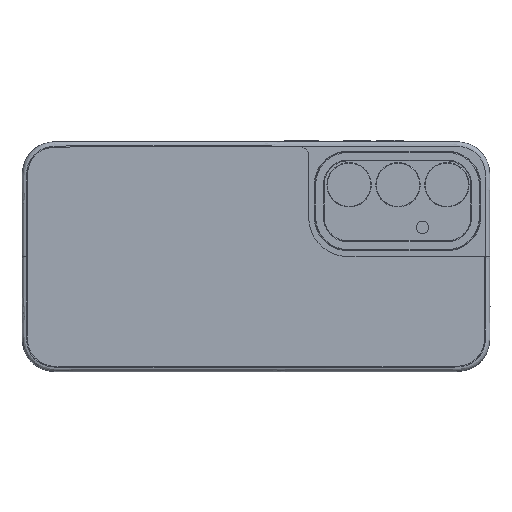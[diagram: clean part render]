
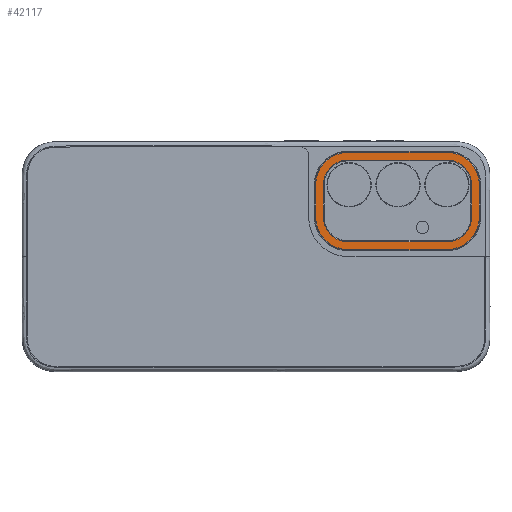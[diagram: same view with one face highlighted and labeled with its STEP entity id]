
A CAD part, top view. The second image highlights one B-rep face of the part: STEP entity #42117.
In plain terms, the highlighted planar face has unit normal (0, 0, 1).
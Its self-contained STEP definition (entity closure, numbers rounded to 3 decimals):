
#40262=CARTESIAN_POINT('',(22.199,-91.83,
1.3));
#40263=DIRECTION('',(0.,0.,1.));
#40264=DIRECTION('',(-1.,0.,0.));
#40265=AXIS2_PLACEMENT_3D('',#40262,#40263,#40264);
#40294=DIRECTION('',(0.,-1.,0.));
#40295=VECTOR('',#40294,34.41);
#40296=CARTESIAN_POINT('',(13.666,-57.42,
1.3));
#40297=LINE('',#40296,#40295);
#40301=CARTESIAN_POINT('',(22.199,-91.83,
1.3));
#40302=DIRECTION('',(0.,0.,1.));
#40303=DIRECTION('',(-1.,0.,0.));
#40304=AXIS2_PLACEMENT_3D('',#40301,#40302,#40303);
#40309=DIRECTION('',(1.,0.,0.));
#40310=VECTOR('',#40309,11.322);
#40311=CARTESIAN_POINT('',(22.199,-100.363,
1.3));
#40312=LINE('',#40311,#40310);
#40316=CARTESIAN_POINT('',(33.521,-91.83,
1.3));
#40317=DIRECTION('',(0.,0.,1.));
#40318=DIRECTION('',(0.,-1.,0.));
#40319=AXIS2_PLACEMENT_3D('',#40316,#40317,#40318);
#40324=DIRECTION('',(0.,1.,0.));
#40325=VECTOR('',#40324,34.41);
#40326=CARTESIAN_POINT('',(42.054,-91.83,
1.3));
#40327=LINE('',#40326,#40325);
#40331=CARTESIAN_POINT('',(33.521,-57.42,
1.3));
#40332=DIRECTION('',(0.,0.,1.));
#40333=DIRECTION('',(1.,0.,0.));
#40334=AXIS2_PLACEMENT_3D('',#40331,#40332,#40333);
#40339=DIRECTION('',(-1.,0.,0.));
#40340=VECTOR('',#40339,11.322);
#40341=CARTESIAN_POINT('',(33.521,-48.887,
1.3));
#40342=LINE('',#40341,#40340);
#40346=CARTESIAN_POINT('',(22.199,-57.42,
1.3));
#40347=DIRECTION('',(0.,0.,1.));
#40348=DIRECTION('',(0.,1.,0.));
#40349=AXIS2_PLACEMENT_3D('',#40346,#40347,#40348);
#40354=CARTESIAN_POINT('',(33.521,-57.42,
1.3));
#40355=DIRECTION('',(0.,0.,1.));
#40356=DIRECTION('',(1.,0.,0.));
#40357=AXIS2_PLACEMENT_3D('',#40354,#40355,#40356);
#40386=DIRECTION('',(1.,0.,0.));
#40387=VECTOR('',#40386,11.322);
#40388=CARTESIAN_POINT('',(22.199,-46.208,
1.3));
#40389=LINE('',#40388,#40387);
#40400=CARTESIAN_POINT('',(22.199,-57.42,
1.3));
#40401=DIRECTION('',(0.,0.,1.));
#40402=DIRECTION('',(0.,1.,0.));
#40403=AXIS2_PLACEMENT_3D('',#40400,#40401,#40402);
#40432=DIRECTION('',(0.,1.,0.));
#40433=VECTOR('',#40432,34.41);
#40434=CARTESIAN_POINT('',(10.987,-91.83,
1.3));
#40435=LINE('',#40434,#40433);
#41749=DIRECTION('',(-1.,0.,0.));
#41750=VECTOR('',#41749,11.322);
#41751=CARTESIAN_POINT('',(33.521,-103.042,
1.3));
#41752=LINE('',#41751,#41750);
#41763=CARTESIAN_POINT('',(33.521,-91.83,
1.3));
#41764=DIRECTION('',(0.,0.,1.));
#41765=DIRECTION('',(0.,-1.,0.));
#41766=AXIS2_PLACEMENT_3D('',#41763,#41764,#41765);
#41795=DIRECTION('',(0.,-1.,0.));
#41796=VECTOR('',#41795,34.41);
#41797=CARTESIAN_POINT('',(44.733,-57.42,
1.3));
#41798=LINE('',#41797,#41796);
#41985=CARTESIAN_POINT('',(44.733,-57.42,
1.3));
#41986=CARTESIAN_POINT('',(33.521,-46.208,
1.3));
#41987=VERTEX_POINT('',#41985);
#41988=VERTEX_POINT('',#41986);
#41989=CARTESIAN_POINT('',(10.987,-91.83,
1.3));
#41990=CARTESIAN_POINT('',(10.987,-57.42,
1.3));
#41991=VERTEX_POINT('',#41989);
#41992=VERTEX_POINT('',#41990);
#41993=CARTESIAN_POINT('',(22.199,-103.042,
1.3));
#41994=VERTEX_POINT('',#41993);
#41995=CARTESIAN_POINT('',(33.521,-103.042,
1.3));
#41996=VERTEX_POINT('',#41995);
#41997=CARTESIAN_POINT('',(44.733,-91.83,
1.3));
#41998=VERTEX_POINT('',#41997);
#41999=CARTESIAN_POINT('',(22.199,-46.208,
1.3));
#42000=VERTEX_POINT('',#41999);
#42021=CARTESIAN_POINT('',(13.666,-57.42,
1.3));
#42022=CARTESIAN_POINT('',(13.666,-91.83,
1.3));
#42023=VERTEX_POINT('',#42021);
#42024=VERTEX_POINT('',#42022);
#42027=CARTESIAN_POINT('',(22.199,-100.363,
1.3));
#42028=VERTEX_POINT('',#42027);
#42031=CARTESIAN_POINT('',(33.521,-100.363,
1.3));
#42032=VERTEX_POINT('',#42031);
#42035=CARTESIAN_POINT('',(42.054,-91.83,
1.3));
#42036=VERTEX_POINT('',#42035);
#42039=CARTESIAN_POINT('',(42.054,-57.42,
1.3));
#42040=VERTEX_POINT('',#42039);
#42043=CARTESIAN_POINT('',(33.521,-48.887,
1.3));
#42044=VERTEX_POINT('',#42043);
#42047=CARTESIAN_POINT('',(22.199,-48.887,
1.3));
#42048=VERTEX_POINT('',#42047);
#42077=CARTESIAN_POINT('',(33.521,-57.42,
1.3));
#42078=DIRECTION('',(0.,0.,-1.));
#42079=DIRECTION('',(0.,1.,0.));
#42080=AXIS2_PLACEMENT_3D('',#42077,#42078,#42079);
#42081=PLANE('',#42080);
#42083=ORIENTED_EDGE('',*,*,#42082,.F.);
#42085=ORIENTED_EDGE('',*,*,#42084,.T.);
#42087=ORIENTED_EDGE('',*,*,#42086,.F.);
#42089=ORIENTED_EDGE('',*,*,#42088,.T.);
#42090=ORIENTED_EDGE('',*,*,#42066,.F.);
#42092=ORIENTED_EDGE('',*,*,#42091,.T.);
#42094=ORIENTED_EDGE('',*,*,#42093,.F.);
#42096=ORIENTED_EDGE('',*,*,#42095,.T.);
#42097=EDGE_LOOP('',(#42083,#42085,#42087,#42089,#42090,#42092,#42094,#42096));
#42098=FACE_OUTER_BOUND('',#42097,.F.);
#42100=ORIENTED_EDGE('',*,*,#42099,.T.);
#42102=ORIENTED_EDGE('',*,*,#42101,.T.);
#42104=ORIENTED_EDGE('',*,*,#42103,.T.);
#42106=ORIENTED_EDGE('',*,*,#42105,.T.);
#42108=ORIENTED_EDGE('',*,*,#42107,.T.);
#42110=ORIENTED_EDGE('',*,*,#42109,.T.);
#42112=ORIENTED_EDGE('',*,*,#42111,.T.);
#42114=ORIENTED_EDGE('',*,*,#42113,.T.);
#42115=EDGE_LOOP('',(#42100,#42102,#42104,#42106,#42108,#42110,#42112,#42114));
#42116=FACE_BOUND('',#42115,.F.);
#40266=CIRCLE('',#40265,11.212);
#40305=CIRCLE('',#40304,8.533);
#40320=CIRCLE('',#40319,8.533);
#40335=CIRCLE('',#40334,8.533);
#40350=CIRCLE('',#40349,8.533);
#40358=CIRCLE('',#40357,11.212);
#40404=CIRCLE('',#40403,11.212);
#41767=CIRCLE('',#41766,11.212);
#42066=EDGE_CURVE('',#41991,#41994,#40266,.T.);
#42082=EDGE_CURVE('',#41987,#41988,#40358,.T.);
#42084=EDGE_CURVE('',#41987,#41998,#41798,.T.);
#42086=EDGE_CURVE('',#41996,#41998,#41767,.T.);
#42088=EDGE_CURVE('',#41996,#41994,#41752,.T.);
#42091=EDGE_CURVE('',#41991,#41992,#40435,.T.);
#42093=EDGE_CURVE('',#42000,#41992,#40404,.T.);
#42095=EDGE_CURVE('',#42000,#41988,#40389,.T.);
#42099=EDGE_CURVE('',#42023,#42024,#40297,.T.);
#42101=EDGE_CURVE('',#42024,#42028,#40305,.T.);
#42103=EDGE_CURVE('',#42028,#42032,#40312,.T.);
#42105=EDGE_CURVE('',#42032,#42036,#40320,.T.);
#42107=EDGE_CURVE('',#42036,#42040,#40327,.T.);
#42109=EDGE_CURVE('',#42040,#42044,#40335,.T.);
#42111=EDGE_CURVE('',#42044,#42048,#40342,.T.);
#42113=EDGE_CURVE('',#42048,#42023,#40350,.T.);
#42117=ADVANCED_FACE('',(#42098,#42116),#42081,.F.);
